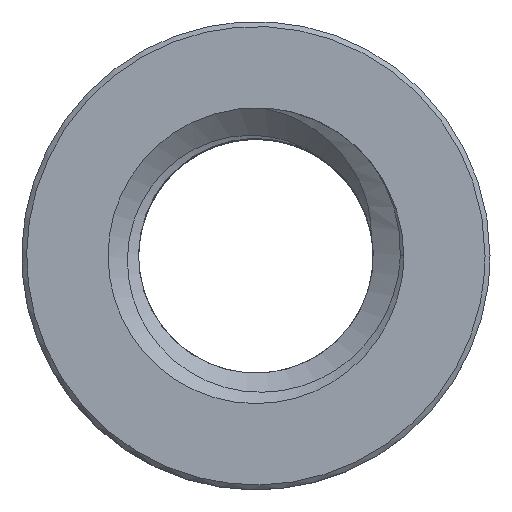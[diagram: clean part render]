
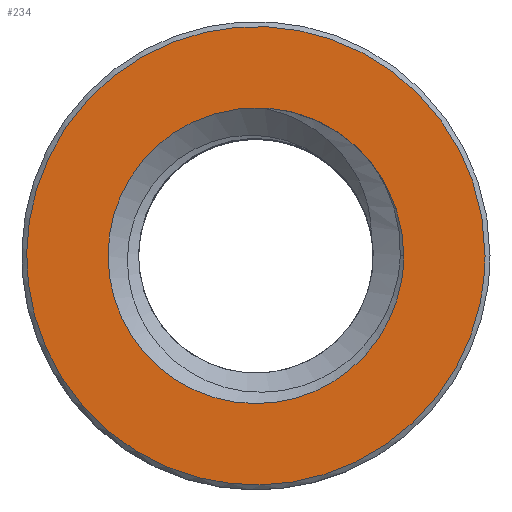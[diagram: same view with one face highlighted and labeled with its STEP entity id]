
A CAD part, top view. The second image highlights one B-rep face of the part: STEP entity #234.
In plain terms, the highlighted planar face has unit normal (0, 0, 1).
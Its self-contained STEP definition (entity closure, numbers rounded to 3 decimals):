
#27=FACE_BOUND('',#726,.T.);
#234=ADVANCED_FACE('',(#478,#27),#3991,.T.);
#478=FACE_OUTER_BOUND('',#725,.T.);
#725=EDGE_LOOP('',(#1879));
#726=EDGE_LOOP('',(#1880,#1881,#1882,#1883,#1884));
#1879=ORIENTED_EDGE('',*,*,#2651,.T.);
#1880=ORIENTED_EDGE('',*,*,#2787,.F.);
#1881=ORIENTED_EDGE('',*,*,#2792,.T.);
#1882=ORIENTED_EDGE('',*,*,#2735,.T.);
#1883=ORIENTED_EDGE('',*,*,#2736,.T.);
#1884=ORIENTED_EDGE('',*,*,#2786,.F.);
#2651=EDGE_CURVE('',#3870,#3870,#3450,.T.);
#2735=EDGE_CURVE('',#3926,#3927,#3506,.T.);
#2736=EDGE_CURVE('',#3927,#3929,#3228,.T.);
#2786=EDGE_CURVE('',#3928,#3929,#3508,.T.);
#2787=EDGE_CURVE('',#3930,#3928,#3509,.T.);
#2792=EDGE_CURVE('',#3930,#3926,#3280,.T.);
#3228=B_SPLINE_CURVE_WITH_KNOTS('',3,(#15485,#15486,#15487,#15488),
 .UNSPECIFIED.,.F.,.F.,(4,4),(0.518,0.58),
 .UNSPECIFIED.);
#3280=B_SPLINE_CURVE_WITH_KNOTS('',3,(#16022,#16023,#16024,#16025),
 .UNSPECIFIED.,.F.,.F.,(4,4),(5.372,5.433),
 .UNSPECIFIED.);
#3450=(
BOUNDED_CURVE()
B_SPLINE_CURVE(2,(#14936,#14937,#14938,#14939,#14940,#14941,#14942,#14943,
#14944),.UNSPECIFIED.,.T.,.F.)
B_SPLINE_CURVE_WITH_KNOTS((3,2,2,2,3),(0.,7.304,14.608,
21.912,29.216),.UNSPECIFIED.)
CURVE()
GEOMETRIC_REPRESENTATION_ITEM()
RATIONAL_B_SPLINE_CURVE((1.,0.707,1.,0.707,1.,0.707,
1.,0.707,1.))
REPRESENTATION_ITEM('')
);
#3506=(
BOUNDED_CURVE()
B_SPLINE_CURVE(2,(#15482,#15483,#15484),.UNSPECIFIED.,.F.,.F.)
B_SPLINE_CURVE_WITH_KNOTS((3,3),(3.223,4.009),
 .UNSPECIFIED.)
CURVE()
GEOMETRIC_REPRESENTATION_ITEM()
RATIONAL_B_SPLINE_CURVE((1.,0.924,1.))
REPRESENTATION_ITEM('')
);
#3508=(
BOUNDED_CURVE()
B_SPLINE_CURVE(2,(#15972,#15973,#15974),.UNSPECIFIED.,.F.,.F.)
B_SPLINE_CURVE_WITH_KNOTS((3,3),(-62.832,-55.983),
 .UNSPECIFIED.)
CURVE()
GEOMETRIC_REPRESENTATION_ITEM()
RATIONAL_B_SPLINE_CURVE((1.,0.943,1.))
REPRESENTATION_ITEM('')
);
#3509=(
BOUNDED_CURVE()
B_SPLINE_CURVE(2,(#15975,#15976,#15977,#15978,#15979,#15980,#15981,#15982,
#15983),.UNSPECIFIED.,.F.,.F.)
B_SPLINE_CURVE_WITH_KNOTS((3,2,2,2,3),(-47.75,-35.813,
-23.875,-11.938,0.),.UNSPECIFIED.)
CURVE()
GEOMETRIC_REPRESENTATION_ITEM()
RATIONAL_B_SPLINE_CURVE((1.,0.827,1.,0.827,1.,0.827,
1.,0.827,1.))
REPRESENTATION_ITEM('')
);
#3870=VERTEX_POINT('',#10821);
#3926=VERTEX_POINT('',#10877);
#3927=VERTEX_POINT('',#10878);
#3928=VERTEX_POINT('',#10879);
#3929=VERTEX_POINT('',#10880);
#3930=VERTEX_POINT('',#10881);
#3991=PLANE('',#4254);
#4254=AXIS2_PLACEMENT_3D('',#7130,#4309,$);
#4309=DIRECTION('',(0.,0.,1.));
#7130=CARTESIAN_POINT('',(-4.938,85.063,10.59));
#10821=CARTESIAN_POINT('',(3.867,90.,10.59));
#10877=CARTESIAN_POINT('',(0.204,92.492,10.59));
#10878=CARTESIAN_POINT('',(1.906,91.618,10.59));
#10879=CARTESIAN_POINT('',(2.495,90.,10.59));
#10880=CARTESIAN_POINT('',(1.941,91.568,10.59));
#10881=CARTESIAN_POINT('',(0.142,92.491,10.59));
#14936=CARTESIAN_POINT('',(3.867,90.,10.59));
#14937=CARTESIAN_POINT('',(3.867,93.867,10.59));
#14938=CARTESIAN_POINT('',(0.,93.867,10.59));
#14939=CARTESIAN_POINT('',(-3.867,93.867,10.59));
#14940=CARTESIAN_POINT('',(-3.867,90.,10.59));
#14941=CARTESIAN_POINT('',(-3.867,86.133,10.59));
#14942=CARTESIAN_POINT('',(0.,86.133,10.59));
#14943=CARTESIAN_POINT('',(3.867,86.133,10.59));
#14944=CARTESIAN_POINT('',(3.867,90.,10.59));
#15482=CARTESIAN_POINT('',(0.204,92.492,10.59));
#15483=CARTESIAN_POINT('',(1.236,92.407,10.59));
#15484=CARTESIAN_POINT('',(1.906,91.618,10.59));
#15485=CARTESIAN_POINT('',(1.906,91.618,10.59));
#15486=CARTESIAN_POINT('',(1.918,91.601,10.59));
#15487=CARTESIAN_POINT('',(1.929,91.585,10.59));
#15488=CARTESIAN_POINT('',(1.941,91.568,10.59));
#15972=CARTESIAN_POINT('',(2.495,90.,10.59));
#15973=CARTESIAN_POINT('',(2.495,90.882,10.59));
#15974=CARTESIAN_POINT('',(1.941,91.568,10.59));
#15975=CARTESIAN_POINT('',(0.142,92.491,10.59));
#15976=CARTESIAN_POINT('',(-1.548,92.587,10.59));
#15977=CARTESIAN_POINT('',(-2.262,91.052,10.59));
#15978=CARTESIAN_POINT('',(-2.976,89.518,10.59));
#15979=CARTESIAN_POINT('',(-1.814,88.287,10.59));
#15980=CARTESIAN_POINT('',(-0.651,87.056,10.59));
#15981=CARTESIAN_POINT('',(0.922,87.682,10.59));
#15982=CARTESIAN_POINT('',(2.495,88.307,10.59));
#15983=CARTESIAN_POINT('',(2.495,90.,10.59));
#16022=CARTESIAN_POINT('',(0.142,92.491,10.59));
#16023=CARTESIAN_POINT('',(0.163,92.491,10.59));
#16024=CARTESIAN_POINT('',(0.183,92.492,10.59));
#16025=CARTESIAN_POINT('',(0.204,92.492,10.59));
